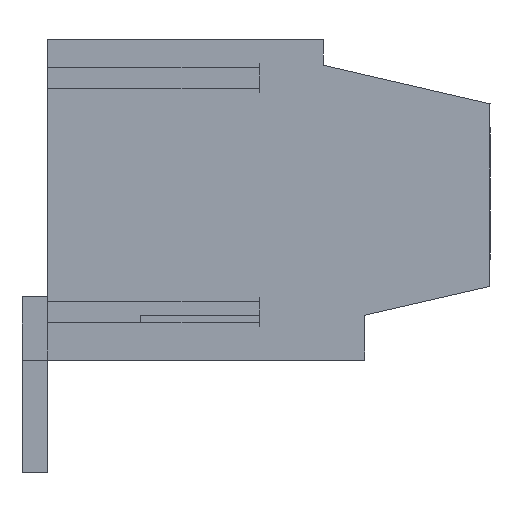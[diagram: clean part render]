
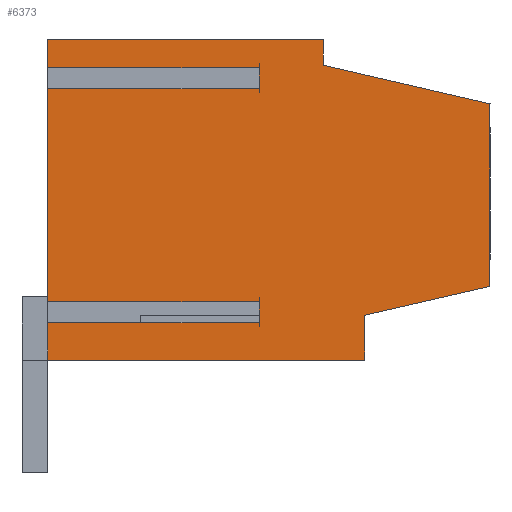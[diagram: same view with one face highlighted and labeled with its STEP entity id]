
A CAD part, left-side view. The second image highlights one B-rep face of the part: STEP entity #6373.
In plain terms, the highlighted planar face has unit normal (-1, 0, 0).
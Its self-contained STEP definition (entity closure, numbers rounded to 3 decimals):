
#6310=AXIS2_PLACEMENT_3D('Plane Axis2P3D',#6307,#6308,#6309) ;
#5368=CARTESIAN_POINT('Vertex',(0.,13.8,3.5)) ;
#5371=CARTESIAN_POINT('Line Origine',(0.,13.8,4.088)) ;
#5375=CARTESIAN_POINT('Vertex',(0.,13.8,4.675)) ;
#5396=CARTESIAN_POINT('Vertex',(0.,13.8,5.325)) ;
#5399=CARTESIAN_POINT('Line Origine',(0.,13.8,8.65)) ;
#5403=CARTESIAN_POINT('Vertex',(0.,13.8,11.975)) ;
#5424=CARTESIAN_POINT('Vertex',(0.,13.8,12.625)) ;
#5427=CARTESIAN_POINT('Line Origine',(0.,13.8,13.062)) ;
#5431=CARTESIAN_POINT('Vertex',(0.,13.8,13.5)) ;
#5860=CARTESIAN_POINT('Line Origine',(0.,9.5,13.5)) ;
#5864=CARTESIAN_POINT('Vertex',(0.,5.2,13.5)) ;
#5953=CARTESIAN_POINT('Line Origine',(0.,5.2,13.1)) ;
#5957=CARTESIAN_POINT('Vertex',(0.,5.2,12.7)) ;
#5978=CARTESIAN_POINT('Line Origine',(0.,2.6,12.1)) ;
#5982=CARTESIAN_POINT('Vertex',(0.,0.,11.499)) ;
#6003=CARTESIAN_POINT('Line Origine',(0.,0.,8.65)) ;
#6007=CARTESIAN_POINT('Vertex',(0.,0.,5.8)) ;
#6064=CARTESIAN_POINT('Line Origine',(0.,1.95,5.35)) ;
#6068=CARTESIAN_POINT('Vertex',(0.,3.9,4.9)) ;
#6199=CARTESIAN_POINT('Vertex',(0.,3.9,3.5)) ;
#6202=CARTESIAN_POINT('Line Origine',(0.,8.85,3.5)) ;
#6307=CARTESIAN_POINT('Axis2P3D Location',(0.,14.6,0.)) ;
#6312=CARTESIAN_POINT('Line Origine',(0.,10.5,5.325)) ;
#6316=CARTESIAN_POINT('Vertex',(0.,7.2,5.325)) ;
#6319=CARTESIAN_POINT('Line Origine',(0.,7.2,5.)) ;
#6323=CARTESIAN_POINT('Vertex',(0.,7.2,4.675)) ;
#6326=CARTESIAN_POINT('Line Origine',(0.,10.5,4.675)) ;
#6331=CARTESIAN_POINT('Line Origine',(0.,3.9,4.2)) ;
#6336=CARTESIAN_POINT('Line Origine',(0.,10.5,12.625)) ;
#6340=CARTESIAN_POINT('Vertex',(0.,7.2,12.625)) ;
#6343=CARTESIAN_POINT('Line Origine',(0.,7.2,12.3)) ;
#6347=CARTESIAN_POINT('Vertex',(0.,7.2,11.975)) ;
#6350=CARTESIAN_POINT('Line Origine',(0.,10.5,11.975)) ;
#5372=DIRECTION('Vector Direction',(0.,0.,-1.)) ;
#5400=DIRECTION('Vector Direction',(0.,0.,-1.)) ;
#5428=DIRECTION('Vector Direction',(0.,0.,-1.)) ;
#5861=DIRECTION('Vector Direction',(0.,1.,0.)) ;
#5954=DIRECTION('Vector Direction',(0.,0.,1.)) ;
#5979=DIRECTION('Vector Direction',(0.,0.974,0.225)) ;
#6004=DIRECTION('Vector Direction',(0.,0.,1.)) ;
#6065=DIRECTION('Vector Direction',(0.,-0.974,0.225)) ;
#6203=DIRECTION('Vector Direction',(0.,-1.,0.)) ;
#6308=DIRECTION('Axis2P3D Direction',(-1.,0.,0.)) ;
#6309=DIRECTION('Axis2P3D XDirection',(0.,-1.,0.)) ;
#6313=DIRECTION('Vector Direction',(0.,-1.,0.)) ;
#6320=DIRECTION('Vector Direction',(0.,0.,-1.)) ;
#6327=DIRECTION('Vector Direction',(0.,-1.,0.)) ;
#6332=DIRECTION('Vector Direction',(0.,0.,1.)) ;
#6337=DIRECTION('Vector Direction',(0.,-1.,0.)) ;
#6344=DIRECTION('Vector Direction',(0.,0.,-1.)) ;
#6351=DIRECTION('Vector Direction',(0.,-1.,0.)) ;
#5373=VECTOR('Line Direction',#5372,1.) ;
#5401=VECTOR('Line Direction',#5400,1.) ;
#5429=VECTOR('Line Direction',#5428,1.) ;
#5862=VECTOR('Line Direction',#5861,1.) ;
#5955=VECTOR('Line Direction',#5954,1.) ;
#5980=VECTOR('Line Direction',#5979,1.) ;
#6005=VECTOR('Line Direction',#6004,1.) ;
#6066=VECTOR('Line Direction',#6065,1.) ;
#6204=VECTOR('Line Direction',#6203,1.) ;
#6314=VECTOR('Line Direction',#6313,1.) ;
#6321=VECTOR('Line Direction',#6320,1.) ;
#6328=VECTOR('Line Direction',#6327,1.) ;
#6333=VECTOR('Line Direction',#6332,1.) ;
#6338=VECTOR('Line Direction',#6337,1.) ;
#6345=VECTOR('Line Direction',#6344,1.) ;
#6352=VECTOR('Line Direction',#6351,1.) ;
#6356=ORIENTED_EDGE('',*,*,#5405,.T.) ;
#6357=ORIENTED_EDGE('',*,*,#6318,.T.) ;
#6358=ORIENTED_EDGE('',*,*,#6325,.T.) ;
#6359=ORIENTED_EDGE('',*,*,#6330,.F.) ;
#6360=ORIENTED_EDGE('',*,*,#5377,.T.) ;
#6361=ORIENTED_EDGE('',*,*,#6206,.T.) ;
#6362=ORIENTED_EDGE('',*,*,#6335,.T.) ;
#6363=ORIENTED_EDGE('',*,*,#6070,.T.) ;
#6364=ORIENTED_EDGE('',*,*,#6009,.T.) ;
#6365=ORIENTED_EDGE('',*,*,#5984,.T.) ;
#6366=ORIENTED_EDGE('',*,*,#5959,.T.) ;
#6367=ORIENTED_EDGE('',*,*,#5866,.T.) ;
#6368=ORIENTED_EDGE('',*,*,#5433,.T.) ;
#6369=ORIENTED_EDGE('',*,*,#6342,.T.) ;
#6370=ORIENTED_EDGE('',*,*,#6349,.T.) ;
#6371=ORIENTED_EDGE('',*,*,#6354,.F.) ;
#6373=ADVANCED_FACE('HOUSING',(#6372),#6311,.T.) ;
#5377=EDGE_CURVE('',#5376,#5369,#5374,.T.) ;
#5405=EDGE_CURVE('',#5404,#5397,#5402,.T.) ;
#5433=EDGE_CURVE('',#5432,#5425,#5430,.T.) ;
#5866=EDGE_CURVE('',#5865,#5432,#5863,.T.) ;
#5959=EDGE_CURVE('',#5958,#5865,#5956,.T.) ;
#5984=EDGE_CURVE('',#5983,#5958,#5981,.T.) ;
#6009=EDGE_CURVE('',#6008,#5983,#6006,.T.) ;
#6070=EDGE_CURVE('',#6069,#6008,#6067,.T.) ;
#6206=EDGE_CURVE('',#5369,#6200,#6205,.T.) ;
#6318=EDGE_CURVE('',#5397,#6317,#6315,.T.) ;
#6325=EDGE_CURVE('',#6317,#6324,#6322,.T.) ;
#6330=EDGE_CURVE('',#5376,#6324,#6329,.T.) ;
#6335=EDGE_CURVE('',#6200,#6069,#6334,.T.) ;
#6342=EDGE_CURVE('',#5425,#6341,#6339,.T.) ;
#6349=EDGE_CURVE('',#6341,#6348,#6346,.T.) ;
#6354=EDGE_CURVE('',#5404,#6348,#6353,.T.) ;
#6355=EDGE_LOOP('',(#6356,#6357,#6358,#6359,#6360,#6361,#6362,#6363,#6364,#6365,#6366,#6367,#6368,#6369,#6370,#6371)) ;
#6372=FACE_OUTER_BOUND('',#6355,.T.) ;
#5374=LINE('Line',#5371,#5373) ;
#5402=LINE('Line',#5399,#5401) ;
#5430=LINE('Line',#5427,#5429) ;
#5863=LINE('Line',#5860,#5862) ;
#5956=LINE('Line',#5953,#5955) ;
#5981=LINE('Line',#5978,#5980) ;
#6006=LINE('Line',#6003,#6005) ;
#6067=LINE('Line',#6064,#6066) ;
#6205=LINE('Line',#6202,#6204) ;
#6315=LINE('Line',#6312,#6314) ;
#6322=LINE('Line',#6319,#6321) ;
#6329=LINE('Line',#6326,#6328) ;
#6334=LINE('Line',#6331,#6333) ;
#6339=LINE('Line',#6336,#6338) ;
#6346=LINE('Line',#6343,#6345) ;
#6353=LINE('Line',#6350,#6352) ;
#6311=PLANE('',#6310) ;
#5369=VERTEX_POINT('',#5368) ;
#5376=VERTEX_POINT('',#5375) ;
#5397=VERTEX_POINT('',#5396) ;
#5404=VERTEX_POINT('',#5403) ;
#5425=VERTEX_POINT('',#5424) ;
#5432=VERTEX_POINT('',#5431) ;
#5865=VERTEX_POINT('',#5864) ;
#5958=VERTEX_POINT('',#5957) ;
#5983=VERTEX_POINT('',#5982) ;
#6008=VERTEX_POINT('',#6007) ;
#6069=VERTEX_POINT('',#6068) ;
#6200=VERTEX_POINT('',#6199) ;
#6317=VERTEX_POINT('',#6316) ;
#6324=VERTEX_POINT('',#6323) ;
#6341=VERTEX_POINT('',#6340) ;
#6348=VERTEX_POINT('',#6347) ;
